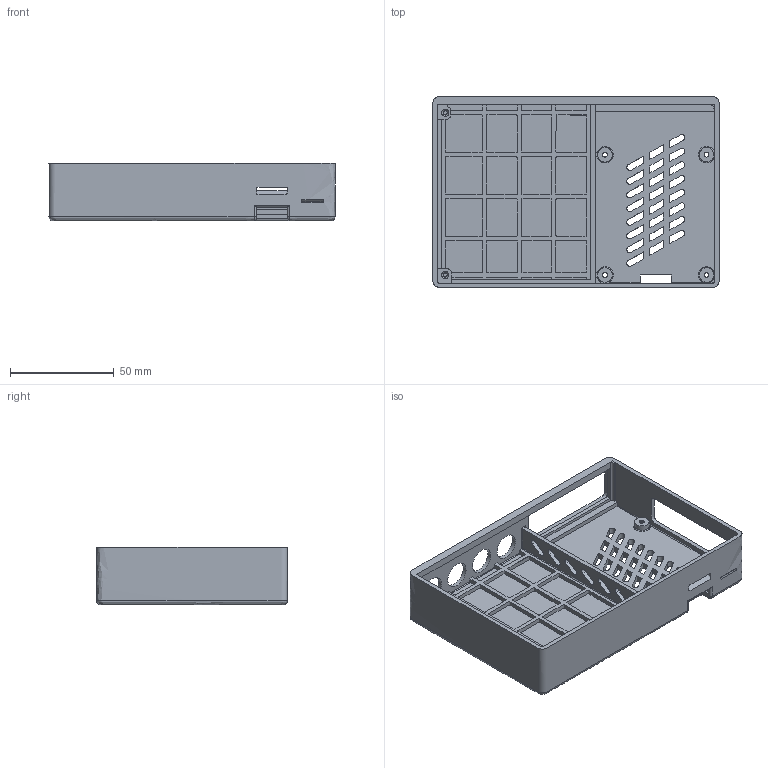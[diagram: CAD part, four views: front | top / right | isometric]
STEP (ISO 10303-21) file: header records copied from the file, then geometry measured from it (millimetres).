
FILE_DESCRIPTION(/* description */ ('STEP AP242','CAx-IF Rec.Pracs.---Representation and Presentation of Product Manufacturing Information (PMI)---4.0---2014-10-13','CAx-IF Rec.Pracs.---3D Tessellated Geometry---0.4---2014-09-14','2;1'),/* implementation_level */ '2;1');
FILE_NAME(/* name */ '660c96d442b64d4fa22b3969',/* time_stamp */ '2024-04-02T23:37:57Z',/* author */ (''),/* organization */ (''),/* preprocessor_version */ 'ST-DEVELOPER v19.4',/* originating_system */ ' ',/* authorisation */ ' ');
FILE_SCHEMA (('AP242_MANAGED_MODEL_BASED_3D_ENGINEERING_MIM_LF { 1 0 10303 442 1 1 4 }'));
Length unit declared in the file: metre
Products named in the file (1): Document
Bounding box: 138 x 92 x 27.9 mm (x, y, z)
Volume: 49314.5 mm3; surface area: 52142.1 mm2
Topology: 1 solids, 1 shells, 449 faces, 1368 edges, 950 vertices
Faces by surface type: plane 264, cylinder 101, bspline 63, cone 13, torus 8
Full cylindrical faces by diameter (mm): 2.8 x4, 5.25 x4, 7 x4, 10.995 x4, 12.462 x4
Entity records: 24367 total; most frequent: CARTESIAN_POINT 12808, ORIENTED_EDGE 2638, DIRECTION 1999, EDGE_CURVE 1319, VERTEX_POINT 946, LINE 763, VECTOR 763, AXIS2_PLACEMENT_3D 618
